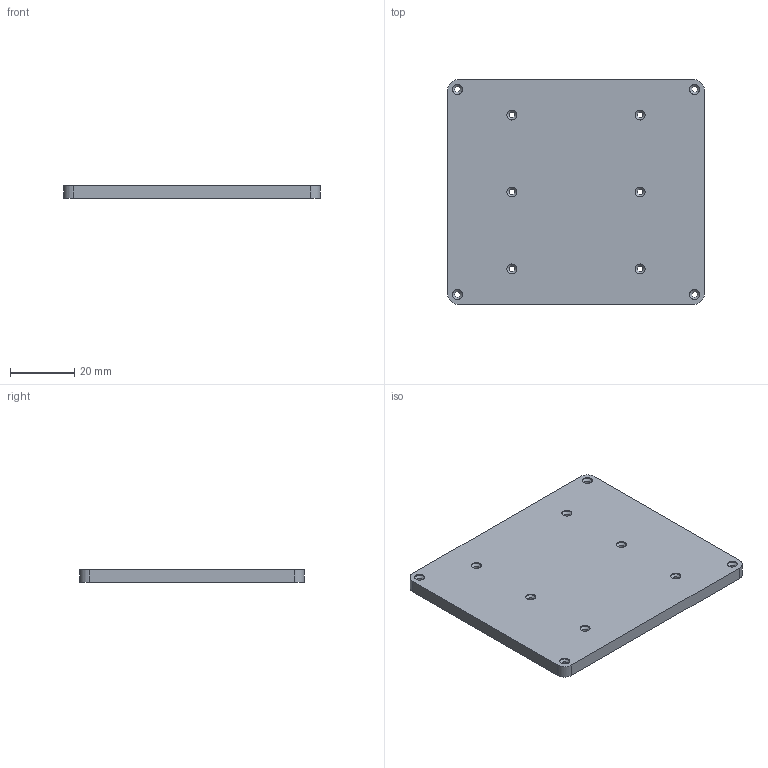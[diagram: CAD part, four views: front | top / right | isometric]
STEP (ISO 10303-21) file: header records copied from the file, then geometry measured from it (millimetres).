
FILE_DESCRIPTION(('FreeCAD Model'),'2;1');
FILE_NAME('Open CASCADE Shape Model','2024-05-09T13:53:21',(''),(''), 'Open CASCADE STEP processor 7.6','FreeCAD','Unknown');
FILE_SCHEMA(('AUTOMOTIVE_DESIGN { 1 0 10303 214 1 1 1 1 }'));
Length unit declared in the file: millimetre
Products named in the file (1): Body
Bounding box: 80 x 70 x 4 mm (x, y, z)
Volume: 22237.5 mm3; surface area: 12535.5 mm2
Topology: 1 solids, 1 shells, 40 faces, 94 edges, 56 vertices
Faces by surface type: cylinder 24, cone 10, plane 6
Full cylindrical faces by diameter (mm): 1.8 x10, 3.1 x10
Entity records: 1208 total; most frequent: DIRECTION 224, CARTESIAN_POINT 191, ORIENTED_EDGE 188, EDGE_CURVE 94, AXIS2_PLACEMENT_3D 89, FACE_BOUND 60, EDGE_LOOP 60, VERTEX_POINT 56
